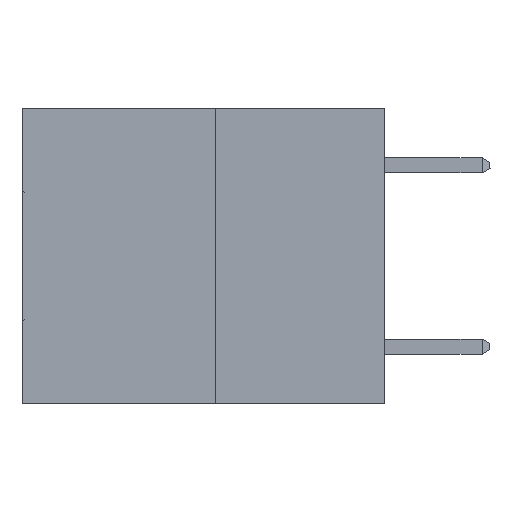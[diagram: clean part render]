
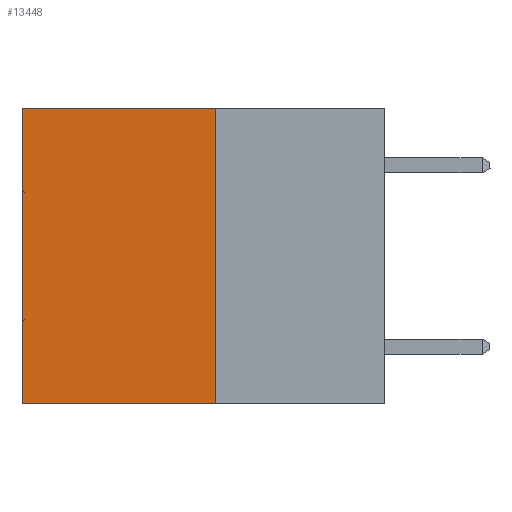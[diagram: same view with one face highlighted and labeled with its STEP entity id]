
A CAD part, left-side view. The second image highlights one B-rep face of the part: STEP entity #13448.
In plain terms, the highlighted planar face has unit normal (-1, 0, 0).
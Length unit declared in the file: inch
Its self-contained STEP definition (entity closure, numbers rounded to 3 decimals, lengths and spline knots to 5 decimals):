
#644 = CARTESIAN_POINT ( 'NONE',  ( 0.3165, 0.28, -0.49 ) ) ;
#1523 = AXIS2_PLACEMENT_3D ( 'NONE', #13422, #11079, #21129 ) ;
#2869 = ORIENTED_EDGE ( 'NONE', *, *, #12162, .T. ) ;
#6118 = LINE ( 'NONE', #644, #32506 ) ;
#6205 = CARTESIAN_POINT ( 'NONE',  ( 0.3165, 0.6, 0. ) ) ;
#6678 = EDGE_LOOP ( 'NONE', ( #29921, #17784, #9611, #2869 ) ) ;
#7033 = VERTEX_POINT ( 'NONE', #27769 ) ;
#7651 = DIRECTION ( 'NONE',  ( 0., 1., 0. ) ) ;
#8359 = LINE ( 'NONE', #32699, #26761 ) ;
#8761 = VERTEX_POINT ( 'NONE', #6205 ) ;
#9611 = ORIENTED_EDGE ( 'NONE', *, *, #13148, .F. ) ;
#11079 = DIRECTION ( 'NONE',  ( 1., 0., 0. ) ) ;
#12162 = EDGE_CURVE ( 'NONE', #7033, #8761, #26979, .T. ) ;
#13148 = EDGE_CURVE ( 'NONE', #7033, #20037, #6118, .T. ) ;
#13422 = CARTESIAN_POINT ( 'NONE',  ( 0.3165, 0.28, -0.49 ) ) ;
#13448 = ADVANCED_FACE ( 'NONE', ( #29311 ), #16295, .F. ) ;
#14180 = CARTESIAN_POINT ( 'NONE',  ( 0.3165, 0.28, -0.49 ) ) ;
#14755 = VERTEX_POINT ( 'NONE', #15912 ) ;
#15912 = CARTESIAN_POINT ( 'NONE',  ( 0.3165, 0.6, -0.49 ) ) ;
#16295 = PLANE ( 'NONE',  #1523 ) ;
#17784 = ORIENTED_EDGE ( 'NONE', *, *, #22453, .F. ) ;
#18560 = DIRECTION ( 'NONE',  ( 0., 0., -1. ) ) ;
#19404 = DIRECTION ( 'NONE',  ( 0., 1., 0. ) ) ;
#20037 = VERTEX_POINT ( 'NONE', #14180 ) ;
#20044 = VECTOR ( 'NONE', #25310, 39.37008 ) ;
#20345 = EDGE_CURVE ( 'NONE', #8761, #14755, #30858, .T. ) ;
#21129 = DIRECTION ( 'NONE',  ( 0., 0., -1. ) ) ;
#22453 = EDGE_CURVE ( 'NONE', #20037, #14755, #8359, .T. ) ;
#25310 = DIRECTION ( 'NONE',  ( 0., 0., -1. ) ) ;
#26761 = VECTOR ( 'NONE', #7651, 39.37008 ) ;
#26979 = LINE ( 'NONE', #27031, #28164 ) ;
#27031 = CARTESIAN_POINT ( 'NONE',  ( 0.3165, 0.28, 0. ) ) ;
#27769 = CARTESIAN_POINT ( 'NONE',  ( 0.3165, 0.28, 0. ) ) ;
#28164 = VECTOR ( 'NONE', #19404, 39.37008 ) ;
#29311 = FACE_OUTER_BOUND ( 'NONE', #6678, .T. ) ;
#29921 = ORIENTED_EDGE ( 'NONE', *, *, #20345, .T. ) ;
#30858 = LINE ( 'NONE', #32731, #20044 ) ;
#32506 = VECTOR ( 'NONE', #18560, 39.37008 ) ;
#32699 = CARTESIAN_POINT ( 'NONE',  ( 0.3165, 0.28, -0.49 ) ) ;
#32731 = CARTESIAN_POINT ( 'NONE',  ( 0.3165, 0.6, -0.49 ) ) ;
